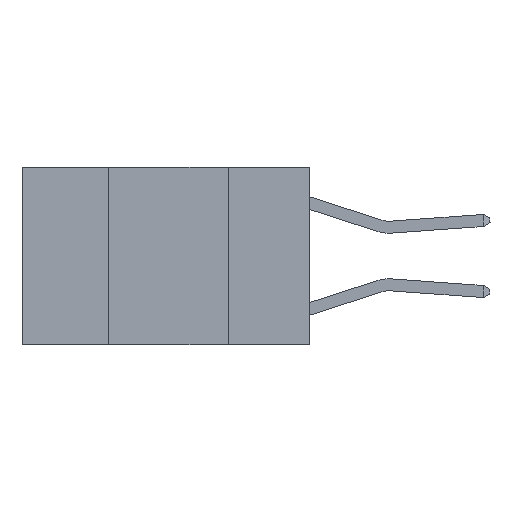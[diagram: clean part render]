
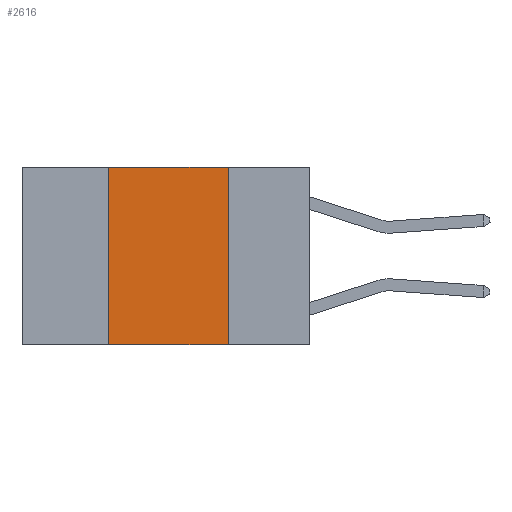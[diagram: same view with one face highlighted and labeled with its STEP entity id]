
A CAD part, left-side view. The second image highlights one B-rep face of the part: STEP entity #2616.
In plain terms, the highlighted planar face has unit normal (-1, 0, 0).
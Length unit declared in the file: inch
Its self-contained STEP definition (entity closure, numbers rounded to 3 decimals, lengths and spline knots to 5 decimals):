
#121 = VERTEX_POINT ( 'NONE', #7149 ) ;
#195 = DIRECTION ( 'NONE',  ( 0., 0., -1. ) ) ;
#523 = VECTOR ( 'NONE', #4716, 39.37008 ) ;
#614 = CARTESIAN_POINT ( 'NONE',  ( 0., 0.42, -0.37 ) ) ;
#666 = AXIS2_PLACEMENT_3D ( 'NONE', #10615, #5606, #195 ) ;
#779 = LINE ( 'NONE', #7362, #523 ) ;
#2077 = ORIENTED_EDGE ( 'NONE', *, *, #4056, .F. ) ;
#2466 = LINE ( 'NONE', #7139, #4031 ) ;
#2616 = ADVANCED_FACE ( 'NONE', ( #9748 ), #4668, .F. ) ;
#2689 = VECTOR ( 'NONE', #9056, 39.37008 ) ;
#3270 = LINE ( 'NONE', #4769, #2689 ) ;
#3378 = CARTESIAN_POINT ( 'NONE',  ( 0., 0.42, 0. ) ) ;
#3788 = LINE ( 'NONE', #7564, #10361 ) ;
#4031 = VECTOR ( 'NONE', #5407, 39.37008 ) ;
#4056 = EDGE_CURVE ( 'NONE', #7304, #121, #3788, .T. ) ;
#4668 = PLANE ( 'NONE',  #666 ) ;
#4716 = DIRECTION ( 'NONE',  ( 0., -1., 0. ) ) ;
#4769 = CARTESIAN_POINT ( 'NONE',  ( 0., 0.6, -0.37 ) ) ;
#4811 = ORIENTED_EDGE ( 'NONE', *, *, #7061, .T. ) ;
#5022 = CARTESIAN_POINT ( 'NONE',  ( 0., 0.17, 0. ) ) ;
#5083 = ORIENTED_EDGE ( 'NONE', *, *, #5351, .F. ) ;
#5351 = EDGE_CURVE ( 'NONE', #9618, #8218, #2466, .T. ) ;
#5407 = DIRECTION ( 'NONE',  ( 0., 0., 1. ) ) ;
#5606 = DIRECTION ( 'NONE',  ( 1., 0., 0. ) ) ;
#6407 = ORIENTED_EDGE ( 'NONE', *, *, #7689, .F. ) ;
#7061 = EDGE_CURVE ( 'NONE', #9618, #121, #3270, .T. ) ;
#7139 = CARTESIAN_POINT ( 'NONE',  ( 0., 0.42, 0. ) ) ;
#7149 = CARTESIAN_POINT ( 'NONE',  ( 0., 0.17, -0.37 ) ) ;
#7304 = VERTEX_POINT ( 'NONE', #5022 ) ;
#7362 = CARTESIAN_POINT ( 'NONE',  ( 0., 0.6, 0. ) ) ;
#7564 = CARTESIAN_POINT ( 'NONE',  ( 0., 0.17, 0. ) ) ;
#7689 = EDGE_CURVE ( 'NONE', #8218, #7304, #779, .T. ) ;
#8218 = VERTEX_POINT ( 'NONE', #3378 ) ;
#8219 = EDGE_LOOP ( 'NONE', ( #2077, #6407, #5083, #4811 ) ) ;
#9056 = DIRECTION ( 'NONE',  ( 0., -1., 0. ) ) ;
#9618 = VERTEX_POINT ( 'NONE', #614 ) ;
#9748 = FACE_OUTER_BOUND ( 'NONE', #8219, .T. ) ;
#9981 = DIRECTION ( 'NONE',  ( 0., 0., -1. ) ) ;
#10361 = VECTOR ( 'NONE', #9981, 39.37008 ) ;
#10615 = CARTESIAN_POINT ( 'NONE',  ( 0., 0.6, 0. ) ) ;
